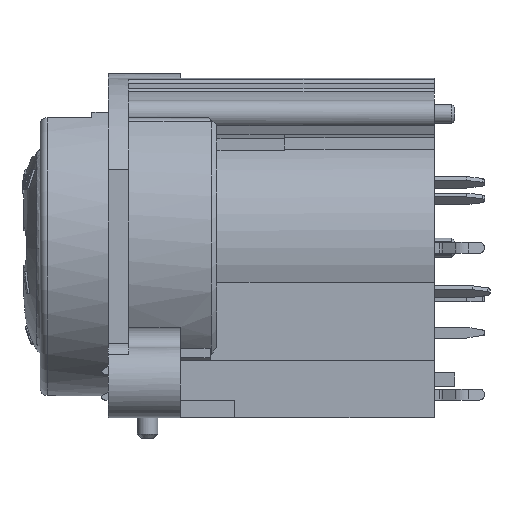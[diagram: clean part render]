
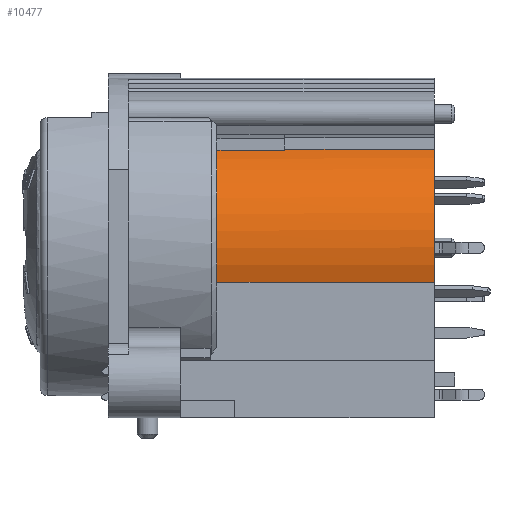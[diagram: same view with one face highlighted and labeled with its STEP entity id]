
A CAD part, left-side view. The second image highlights one B-rep face of the part: STEP entity #10477.
In plain terms, the highlighted cylindrical face has radius 8.004 mm (diameter 16.008 mm), a partial arc.
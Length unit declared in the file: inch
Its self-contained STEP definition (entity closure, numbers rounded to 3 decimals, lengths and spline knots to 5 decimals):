
#911=FACE_OUTER_BOUND('',#1502,.T.);
#1502=EDGE_LOOP('',(#7150,#7151,#7152,#7153,#7154,#7155));
#2212=LINE('',#15899,#3118);
#2214=LINE('',#15906,#3120);
#2215=LINE('',#15910,#3121);
#3118=VECTOR('',#12205,0.3937);
#3120=VECTOR('',#12211,0.3937);
#3121=VECTOR('',#12216,0.3937);
#3920=CIRCLE('',#11143,0.31511);
#3921=CIRCLE('',#11144,0.31511);
#3922=CIRCLE('',#11145,0.31511);
#4466=VERTEX_POINT('',#15896);
#4467=VERTEX_POINT('',#15898);
#4468=VERTEX_POINT('',#15902);
#4469=VERTEX_POINT('',#15903);
#4470=VERTEX_POINT('',#15905);
#4471=VERTEX_POINT('',#15908);
#5504=EDGE_CURVE('',#4467,#4466,#2212,.T.);
#5506=EDGE_CURVE('',#4468,#4469,#3920,.T.);
#5507=EDGE_CURVE('',#4470,#4468,#2214,.T.);
#5508=EDGE_CURVE('',#4467,#4470,#3921,.T.);
#5509=EDGE_CURVE('',#4471,#4466,#3922,.T.);
#5510=EDGE_CURVE('',#4469,#4471,#2215,.T.);
#7150=ORIENTED_EDGE('',*,*,#5506,.F.);
#7151=ORIENTED_EDGE('',*,*,#5507,.F.);
#7152=ORIENTED_EDGE('',*,*,#5508,.F.);
#7153=ORIENTED_EDGE('',*,*,#5504,.T.);
#7154=ORIENTED_EDGE('',*,*,#5509,.F.);
#7155=ORIENTED_EDGE('',*,*,#5510,.F.);
#9747=CYLINDRICAL_SURFACE('',#11142,0.31511);
#10477=ADVANCED_FACE('',(#911),#9747,.T.);
#11142=AXIS2_PLACEMENT_3D('',#15901,#12207,#12208);
#11143=AXIS2_PLACEMENT_3D('',#15904,#12209,#12210);
#11144=AXIS2_PLACEMENT_3D('',#15907,#12212,#12213);
#11145=AXIS2_PLACEMENT_3D('',#15909,#12214,#12215);
#12205=DIRECTION('',(0.,1.,0.));
#12207=DIRECTION('center_axis',(0.,1.,0.));
#12208=DIRECTION('ref_axis',(-0.918,0.,0.397));
#12209=DIRECTION('center_axis',(0.,1.,0.));
#12210=DIRECTION('ref_axis',(1.,0.,0.));
#12211=DIRECTION('',(0.,1.,0.));
#12212=DIRECTION('center_axis',(0.,-1.,0.));
#12213=DIRECTION('ref_axis',(1.,0.,0.));
#12214=DIRECTION('center_axis',(0.,1.,0.));
#12215=DIRECTION('ref_axis',(1.,0.,0.));
#12216=DIRECTION('',(0.,-1.,0.));
#15896=CARTESIAN_POINT('',(-0.11189,-0.64153,0.8687));
#15898=CARTESIAN_POINT('',(-0.11189,-1.07432,0.8687));
#15899=CARTESIAN_POINT('',(-0.11189,-1.07432,0.8687));
#15901=CARTESIAN_POINT('Origin',(0.02076,-1.07432,0.58288));
#15902=CARTESIAN_POINT('',(-0.27839,-0.44468,0.48387));
#15903=CARTESIAN_POINT('',(-0.11859,-0.44468,0.8655));
#15904=CARTESIAN_POINT('Origin',(0.02076,-0.44468,
0.58288));
#15905=CARTESIAN_POINT('',(-0.27839,-1.07432,0.48387));
#15906=CARTESIAN_POINT('',(-0.27839,-1.07432,0.48387));
#15907=CARTESIAN_POINT('Origin',(0.02076,-1.07432,0.58288));
#15908=CARTESIAN_POINT('',(-0.11859,-0.64153,0.8655));
#15909=CARTESIAN_POINT('Origin',(0.02076,-0.64153,
0.58288));
#15910=CARTESIAN_POINT('',(-0.11859,-1.07432,0.8655));
